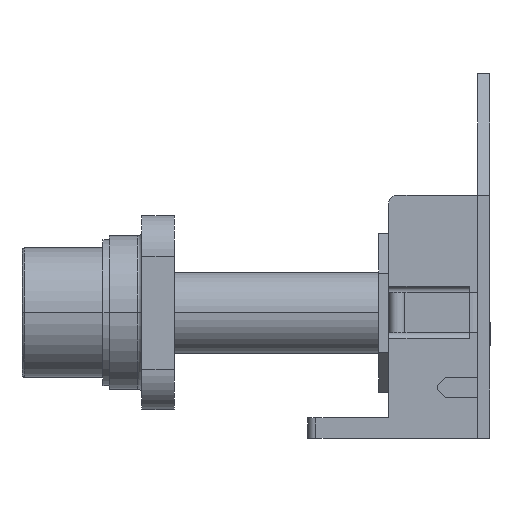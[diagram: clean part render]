
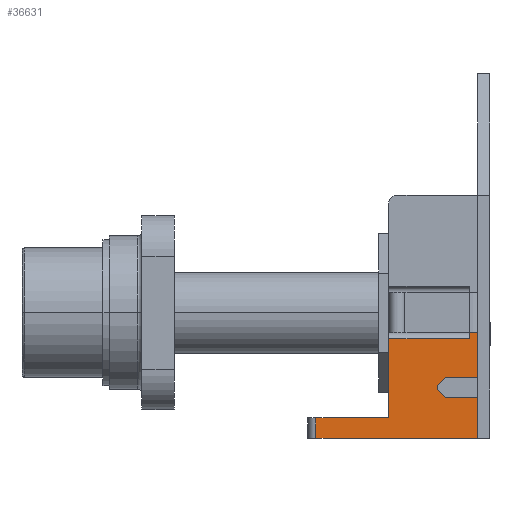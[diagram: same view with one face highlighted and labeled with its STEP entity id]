
A CAD part, left-side view. The second image highlights one B-rep face of the part: STEP entity #36631.
In plain terms, the highlighted planar face has unit normal (-1, 0, 0).
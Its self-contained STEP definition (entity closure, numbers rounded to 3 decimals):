
#31298=DIRECTION('',(0.,0.,-1.));
#31299=VECTOR('',#31298,9.75);
#31300=CARTESIAN_POINT('',(-95.25,12.5,12.25));
#31301=LINE('',#31300,#31299);
#31550=DIRECTION('',(0.,1.,0.));
#31551=VECTOR('',#31550,10.);
#31552=CARTESIAN_POINT('',(-95.25,2.5,12.25));
#31553=LINE('',#31552,#31551);
#31986=DIRECTION('',(0.,1.,0.));
#31987=VECTOR('',#31986,9.);
#31988=CARTESIAN_POINT('',(-95.25,12.5,2.5));
#31989=LINE('',#31988,#31987);
#32017=DIRECTION('',(0.,-1.,0.));
#32018=VECTOR('',#32017,9.);
#32019=CARTESIAN_POINT('',(-95.25,21.5,0.));
#32020=LINE('',#32019,#32018);
#32021=DIRECTION('',(0.,-1.,0.));
#32022=VECTOR('',#32021,11.);
#32023=CARTESIAN_POINT('',(-95.25,12.5,0.));
#32024=LINE('',#32023,#32022);
#32049=DIRECTION('',(0.,0.,-1.));
#32050=VECTOR('',#32049,2.5);
#32051=CARTESIAN_POINT('',(-95.25,21.5,2.5));
#32052=LINE('',#32051,#32050);
#32057=DIRECTION('',(0.,0.,-1.));
#32058=VECTOR('',#32057,5.5);
#32059=CARTESIAN_POINT('',(-95.25,1.5,13.));
#32060=LINE('',#32059,#32058);
#32061=DIRECTION('',(0.,0.707,-0.707));
#32062=VECTOR('',#32061,1.414);
#32063=CARTESIAN_POINT('',(-95.25,5.5,7.5));
#32064=LINE('',#32063,#32062);
#32065=DIRECTION('',(0.,-0.707,-0.707));
#32066=VECTOR('',#32065,1.414);
#32067=CARTESIAN_POINT('',(-95.25,6.5,6.));
#32068=LINE('',#32067,#32066);
#32069=DIRECTION('',(0.,0.,-1.));
#32070=VECTOR('',#32069,5.);
#32071=CARTESIAN_POINT('',(-95.25,1.5,5.));
#32072=LINE('',#32071,#32070);
#32073=DIRECTION('',(0.,0.,1.));
#32074=VECTOR('',#32073,0.75);
#32075=CARTESIAN_POINT('',(-95.25,2.5,12.25));
#32076=LINE('',#32075,#32074);
#32081=DIRECTION('',(0.,1.,0.));
#32082=VECTOR('',#32081,1.);
#32083=CARTESIAN_POINT('',(-95.25,1.5,13.));
#32084=LINE('',#32083,#32082);
#32253=DIRECTION('',(0.,-1.,0.));
#32254=VECTOR('',#32253,4.);
#32255=CARTESIAN_POINT('',(-95.25,5.5,7.5));
#32256=LINE('',#32255,#32254);
#32281=DIRECTION('',(0.,0.,1.));
#32282=VECTOR('',#32281,0.5);
#32283=CARTESIAN_POINT('',(-95.25,6.5,6.));
#32284=LINE('',#32283,#32282);
#32309=DIRECTION('',(0.,1.,0.));
#32310=VECTOR('',#32309,4.);
#32311=CARTESIAN_POINT('',(-95.25,1.5,5.));
#32312=LINE('',#32311,#32310);
#34152=CARTESIAN_POINT('',(-95.25,2.5,13.));
#34154=VERTEX_POINT('',#34152);
#34224=CARTESIAN_POINT('',(-95.25,1.5,0.));
#34225=VERTEX_POINT('',#34224);
#34226=CARTESIAN_POINT('',(-95.25,1.5,5.));
#34227=VERTEX_POINT('',#34226);
#34232=CARTESIAN_POINT('',(-95.25,1.5,7.5));
#34233=VERTEX_POINT('',#34232);
#34234=CARTESIAN_POINT('',(-95.25,1.5,13.));
#34235=VERTEX_POINT('',#34234);
#34246=CARTESIAN_POINT('',(-95.25,2.5,12.25));
#34247=VERTEX_POINT('',#34246);
#34256=CARTESIAN_POINT('',(-95.25,5.5,7.5));
#34257=VERTEX_POINT('',#34256);
#34258=CARTESIAN_POINT('',(-95.25,6.5,6.5));
#34259=VERTEX_POINT('',#34258);
#34260=CARTESIAN_POINT('',(-95.25,6.5,6.));
#34261=VERTEX_POINT('',#34260);
#34262=CARTESIAN_POINT('',(-95.25,5.5,5.));
#34263=VERTEX_POINT('',#34262);
#34264=CARTESIAN_POINT('',(-95.25,21.5,0.));
#34265=CARTESIAN_POINT('',(-95.25,12.5,0.));
#34266=VERTEX_POINT('',#34264);
#34267=VERTEX_POINT('',#34265);
#34320=CARTESIAN_POINT('',(-95.25,12.5,12.25));
#34321=CARTESIAN_POINT('',(-95.25,12.5,2.5));
#34322=VERTEX_POINT('',#34320);
#34323=VERTEX_POINT('',#34321);
#34518=CARTESIAN_POINT('',(-95.25,21.5,2.5));
#34519=VERTEX_POINT('',#34518);
#36602=CARTESIAN_POINT('',(-95.25,11.5,6.5));
#36603=DIRECTION('',(1.,0.,0.));
#36604=DIRECTION('',(0.,0.,1.));
#36605=AXIS2_PLACEMENT_3D('',#36602,#36603,#36604);
#36606=PLANE('',#36605);
#36608=ORIENTED_EDGE('',*,*,#36607,.F.);
#36609=ORIENTED_EDGE('',*,*,#35905,.T.);
#36611=ORIENTED_EDGE('',*,*,#36610,.F.);
#36613=ORIENTED_EDGE('',*,*,#36612,.T.);
#36615=ORIENTED_EDGE('',*,*,#36614,.F.);
#36617=ORIENTED_EDGE('',*,*,#36616,.T.);
#36619=ORIENTED_EDGE('',*,*,#36618,.F.);
#36620=ORIENTED_EDGE('',*,*,#35897,.T.);
#36621=ORIENTED_EDGE('',*,*,#36541,.F.);
#36622=ORIENTED_EDGE('',*,*,#36539,.F.);
#36623=ORIENTED_EDGE('',*,*,#36588,.F.);
#36624=ORIENTED_EDGE('',*,*,#36493,.F.);
#36625=ORIENTED_EDGE('',*,*,#35373,.F.);
#36626=ORIENTED_EDGE('',*,*,#35609,.F.);
#36628=ORIENTED_EDGE('',*,*,#36627,.T.);
#36629=EDGE_LOOP('',(#36608,#36609,#36611,#36613,#36615,#36617,#36619,#36620,
#36621,#36622,#36623,#36624,#36625,#36626,#36628));
#36630=FACE_OUTER_BOUND('',#36629,.F.);
#35373=EDGE_CURVE('',#34322,#34323,#31301,.T.);
#35609=EDGE_CURVE('',#34247,#34322,#31553,.T.);
#35897=EDGE_CURVE('',#34227,#34225,#32072,.T.);
#35905=EDGE_CURVE('',#34235,#34233,#32060,.T.);
#36493=EDGE_CURVE('',#34323,#34519,#31989,.T.);
#36539=EDGE_CURVE('',#34266,#34267,#32020,.T.);
#36541=EDGE_CURVE('',#34267,#34225,#32024,.T.);
#36588=EDGE_CURVE('',#34519,#34266,#32052,.T.);
#36607=EDGE_CURVE('',#34235,#34154,#32084,.T.);
#36610=EDGE_CURVE('',#34257,#34233,#32256,.T.);
#36612=EDGE_CURVE('',#34257,#34259,#32064,.T.);
#36614=EDGE_CURVE('',#34261,#34259,#32284,.T.);
#36616=EDGE_CURVE('',#34261,#34263,#32068,.T.);
#36618=EDGE_CURVE('',#34227,#34263,#32312,.T.);
#36627=EDGE_CURVE('',#34247,#34154,#32076,.T.);
#36631=ADVANCED_FACE('',(#36630),#36606,.F.);
